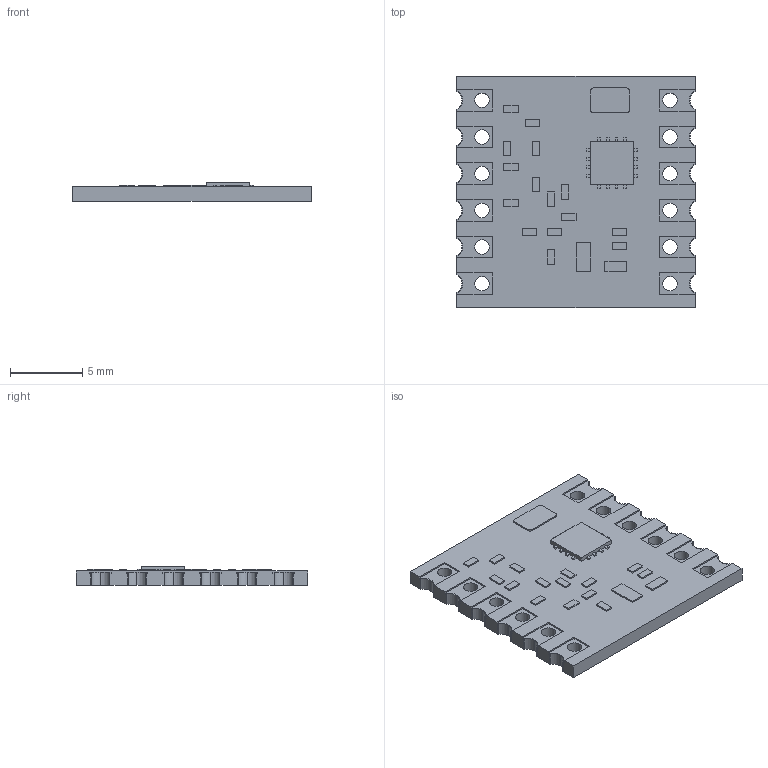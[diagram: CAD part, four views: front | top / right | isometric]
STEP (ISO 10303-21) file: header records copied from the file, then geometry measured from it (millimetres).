
FILE_DESCRIPTION(('FreeCAD Model'),'2;1');
FILE_NAME('Fillet001_sp.step','2017-10-21T15:10:39',( 'kicad StepUp'),('ksu MCAD'),'Open CASCADE STEP processor 7.1', 'FreeCAD','Unknown');
FILE_SCHEMA(('AUTOMOTIVE_DESIGN { 1 0 10303 214 1 1 1 1 }'));
Length unit declared in the file: millimetre
Products named in the file (1): Fillet001_sp
Bounding box: 16.5 x 16 x 1.3 mm (x, y, z)
Volume: 252.1 mm3; surface area: 620.3 mm2
Topology: 1 solids, 1 shells, 337 faces, 924 edges, 608 vertices
Faces by surface type: plane 297, cylinder 40
Full cylindrical faces by diameter (mm): 1 x12
Entity records: 12977 total; most frequent: CARTESIAN_POINT 1870, ORIENTED_EDGE 1848, DIRECTION 1728, EDGE_CURVE 924, LINE 796, VECTOR 796, VERTEX_POINT 608, AXIS2_PLACEMENT_3D 466
